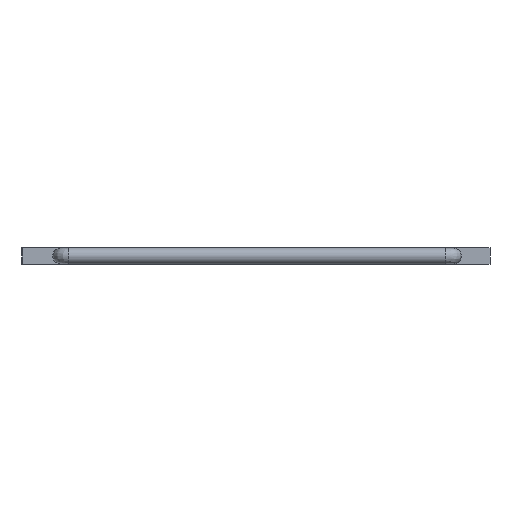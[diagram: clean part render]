
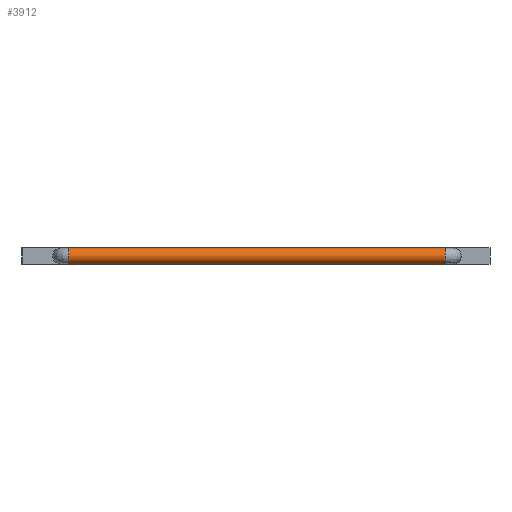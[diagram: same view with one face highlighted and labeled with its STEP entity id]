
A CAD part, front view. The second image highlights one B-rep face of the part: STEP entity #3912.
In plain terms, the highlighted cylindrical face has radius 1 mm (diameter 2 mm), a partial arc.
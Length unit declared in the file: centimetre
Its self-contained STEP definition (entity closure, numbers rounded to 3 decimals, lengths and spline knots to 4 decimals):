
#62=CIRCLE($,#4018,0.1);
#64=CIRCLE($,#4021,0.1);
#76=CYLINDRICAL_SURFACE($,#4020,0.1);
#745=FACE_OUTER_BOUND($,#982,.T.);
#982=EDGE_LOOP($,(#3480,#3481,#3482,#3483));
#1228=LINE($,#7119,#1475);
#1235=LINE($,#7159,#1482);
#1475=VECTOR($,#4335,4.7);
#1482=VECTOR($,#4362,4.7);
#1841=VERTEX_POINT($,#7117);
#1842=VERTEX_POINT($,#7118);
#1849=VERTEX_POINT($,#7153);
#1850=VERTEX_POINT($,#7157);
#2396=EDGE_CURVE($,#1841,#1842,#1228,.T.);
#2407=EDGE_CURVE($,#1841,#1849,#62,.T.);
#2409=EDGE_CURVE($,#1842,#1850,#64,.T.);
#2410=EDGE_CURVE($,#1850,#1849,#1235,.T.);
#3480=ORIENTED_EDGE($,*,*,#2409,.T.);
#3481=ORIENTED_EDGE($,*,*,#2410,.T.);
#3482=ORIENTED_EDGE($,*,*,#2407,.F.);
#3483=ORIENTED_EDGE($,*,*,#2396,.T.);
#3912=ADVANCED_FACE($,(#745),#76,.T.);
#4018=AXIS2_PLACEMENT_3D($,#7154,#4354,#4355);
#4020=AXIS2_PLACEMENT_3D($,#7156,#4358,#4359);
#4021=AXIS2_PLACEMENT_3D($,#7158,#4360,#4361);
#4335=DIRECTION($,(1.,0.,0.));
#4354=DIRECTION('center_axis',(-1.,0.,0.));
#4355=DIRECTION('ref_axis',(0.,-1.,0.));
#4358=DIRECTION('center_axis',(1.,0.,0.));
#4359=DIRECTION('ref_axis',(0.,-0.707,0.707));
#4360=DIRECTION('center_axis',(-1.,0.,0.));
#4361=DIRECTION('ref_axis',(0.,-1.,0.));
#4362=DIRECTION($,(-1.,0.,0.));
#7117=CARTESIAN_POINT('',(0.5,-1.35,0.));
#7118=CARTESIAN_POINT('',(5.2,-1.35,0.));
#7119=CARTESIAN_POINT($,(3.2,-1.35,0.));
#7153=CARTESIAN_POINT('',(0.5,-1.35,0.2));
#7154=CARTESIAN_POINT('Origin',(0.5,-1.35,0.1));
#7156=CARTESIAN_POINT('Origin',(3.2,-1.35,0.1));
#7157=CARTESIAN_POINT('',(5.2,-1.35,0.2));
#7158=CARTESIAN_POINT('Origin',(5.2,-1.35,0.1));
#7159=CARTESIAN_POINT($,(3.2,-1.35,0.2));
